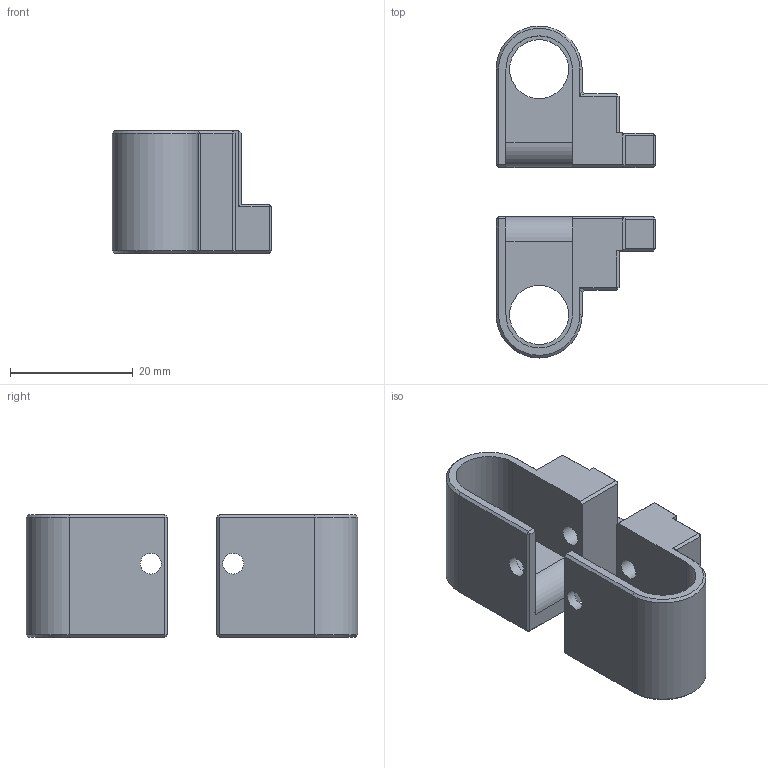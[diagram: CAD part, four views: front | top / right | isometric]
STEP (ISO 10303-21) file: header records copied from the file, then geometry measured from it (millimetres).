
FILE_DESCRIPTION(/* description */ (''),/* implementation_level */ '2;1');
FILE_NAME(/* name */ 'Triangle Lab Filament Sensor Mount.step',/* time_stamp */ '2020-01-19T14:39:38-06:00',/* author */ (''),/* organization */ (''),/* preprocessor_version */ 'ST-DEVELOPER v18',/* originating_system */ 'Autodesk Translation Framework v8.12.0.6',/* authorisation */ '');
FILE_SCHEMA (('AUTOMOTIVE_DESIGN { 1 0 10303 214 3 1 1 }'));
Length unit declared in the file: millimetre
Products named in the file (2): Triangle Lab Filament Sensor Mount; TL Sensor Mount
Assembly tree (1 placements, depth 2):
  Triangle Lab Filament Sensor Mount
    TL Sensor Mount
Bounding box: 26 x 54 x 20 mm (x, y, z)
Volume: 8592 mm3; surface area: 6168.3 mm2
Topology: 2 solids, 2 shells, 116 faces, 252 edges, 140 vertices
Faces by surface type: plane 98, cylinder 12, cone 6
Full cylindrical faces by diameter (mm): 3.4 x4, 9.6 x2
Entity records: 3090 total; most frequent: DIRECTION 520, CARTESIAN_POINT 511, ORIENTED_EDGE 504, EDGE_CURVE 252, LINE 222, VECTOR 222, AXIS2_PLACEMENT_3D 149, VERTEX_POINT 140
